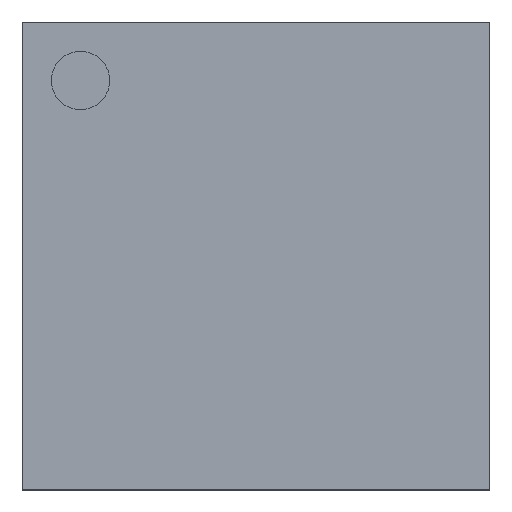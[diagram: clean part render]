
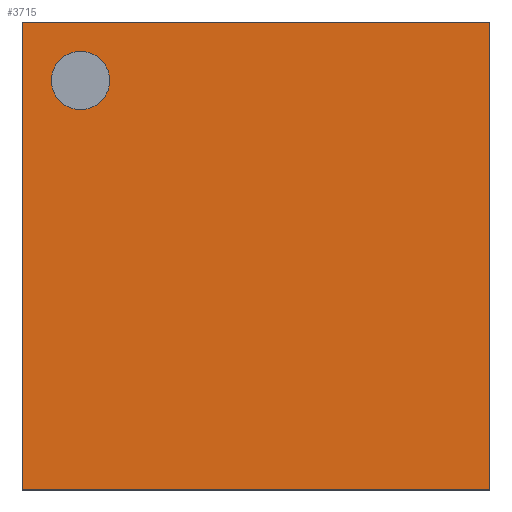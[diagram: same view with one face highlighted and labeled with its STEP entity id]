
A CAD part, top view. The second image highlights one B-rep face of the part: STEP entity #3715.
In plain terms, the highlighted planar face has unit normal (0, 0, 1).
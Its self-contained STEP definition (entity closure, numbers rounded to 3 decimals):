
#3526 = VERTEX_POINT('',#3527);
#3527 = CARTESIAN_POINT('',(-7.,-7.,1.32));
#3534 = PLANE('',#3535);
#3535 = AXIS2_PLACEMENT_3D('',#3536,#3537,#3538);
#3536 = CARTESIAN_POINT('',(-7.,-7.,0.4));
#3537 = DIRECTION('',(1.,0.,0.));
#3538 = DIRECTION('',(0.,0.,1.));
#3546 = PLANE('',#3547);
#3547 = AXIS2_PLACEMENT_3D('',#3548,#3549,#3550);
#3548 = CARTESIAN_POINT('',(-7.,-7.,0.4));
#3549 = DIRECTION('',(0.,1.,0.));
#3550 = DIRECTION('',(0.,0.,1.));
#3587 = VERTEX_POINT('',#3588);
#3588 = CARTESIAN_POINT('',(-7.,7.,1.32));
#3602 = PLANE('',#3603);
#3603 = AXIS2_PLACEMENT_3D('',#3604,#3605,#3606);
#3604 = CARTESIAN_POINT('',(-7.,7.,0.4));
#3605 = DIRECTION('',(0.,1.,0.));
#3606 = DIRECTION('',(0.,0.,1.));
#3614 = EDGE_CURVE('',#3526,#3587,#3615,.T.);
#3615 = SURFACE_CURVE('',#3616,(#3620,#3627),.PCURVE_S1.);
#3616 = LINE('',#3617,#3618);
#3617 = CARTESIAN_POINT('',(-7.,-7.,1.32));
#3618 = VECTOR('',#3619,1.);
#3619 = DIRECTION('',(0.,1.,0.));
#3620 = PCURVE('',#3534,#3621);
#3621 = DEFINITIONAL_REPRESENTATION('',(#3622),#3626);
#3622 = LINE('',#3623,#3624);
#3623 = CARTESIAN_POINT('',(0.92,0.));
#3624 = VECTOR('',#3625,1.);
#3625 = DIRECTION('',(0.,-1.));
#3626 = ( GEOMETRIC_REPRESENTATION_CONTEXT(2) 
PARAMETRIC_REPRESENTATION_CONTEXT() REPRESENTATION_CONTEXT('2D SPACE',''
  ) );
#3627 = PCURVE('',#3628,#3633);
#3628 = PLANE('',#3629);
#3629 = AXIS2_PLACEMENT_3D('',#3630,#3631,#3632);
#3630 = CARTESIAN_POINT('',(-7.,-7.,1.32));
#3631 = DIRECTION('',(0.,0.,1.));
#3632 = DIRECTION('',(1.,0.,0.));
#3633 = DEFINITIONAL_REPRESENTATION('',(#3634),#3638);
#3634 = LINE('',#3635,#3636);
#3635 = CARTESIAN_POINT('',(0.,0.));
#3636 = VECTOR('',#3637,1.);
#3637 = DIRECTION('',(0.,1.));
#3638 = ( GEOMETRIC_REPRESENTATION_CONTEXT(2) 
PARAMETRIC_REPRESENTATION_CONTEXT() REPRESENTATION_CONTEXT('2D SPACE',''
  ) );
#3667 = EDGE_CURVE('',#3526,#3668,#3670,.T.);
#3668 = VERTEX_POINT('',#3669);
#3669 = CARTESIAN_POINT('',(7.,-7.,1.32));
#3670 = SURFACE_CURVE('',#3671,(#3675,#3682),.PCURVE_S1.);
#3671 = LINE('',#3672,#3673);
#3672 = CARTESIAN_POINT('',(-7.,-7.,1.32));
#3673 = VECTOR('',#3674,1.);
#3674 = DIRECTION('',(1.,0.,0.));
#3675 = PCURVE('',#3546,#3676);
#3676 = DEFINITIONAL_REPRESENTATION('',(#3677),#3681);
#3677 = LINE('',#3678,#3679);
#3678 = CARTESIAN_POINT('',(0.92,0.));
#3679 = VECTOR('',#3680,1.);
#3680 = DIRECTION('',(0.,1.));
#3681 = ( GEOMETRIC_REPRESENTATION_CONTEXT(2) 
PARAMETRIC_REPRESENTATION_CONTEXT() REPRESENTATION_CONTEXT('2D SPACE',''
  ) );
#3682 = PCURVE('',#3628,#3683);
#3683 = DEFINITIONAL_REPRESENTATION('',(#3684),#3688);
#3684 = LINE('',#3685,#3686);
#3685 = CARTESIAN_POINT('',(0.,0.));
#3686 = VECTOR('',#3687,1.);
#3687 = DIRECTION('',(1.,0.));
#3688 = ( GEOMETRIC_REPRESENTATION_CONTEXT(2) 
PARAMETRIC_REPRESENTATION_CONTEXT() REPRESENTATION_CONTEXT('2D SPACE',''
  ) );
#3704 = PLANE('',#3705);
#3705 = AXIS2_PLACEMENT_3D('',#3706,#3707,#3708);
#3706 = CARTESIAN_POINT('',(7.,-7.,0.4));
#3707 = DIRECTION('',(1.,0.,0.));
#3708 = DIRECTION('',(0.,0.,1.));
#3715 = ADVANCED_FACE('',(#3716,#3764),#3628,.T.);
#3716 = FACE_BOUND('',#3717,.T.);
#3717 = EDGE_LOOP('',(#3718,#3719,#3720,#3743));
#3718 = ORIENTED_EDGE('',*,*,#3614,.F.);
#3719 = ORIENTED_EDGE('',*,*,#3667,.T.);
#3720 = ORIENTED_EDGE('',*,*,#3721,.T.);
#3721 = EDGE_CURVE('',#3668,#3722,#3724,.T.);
#3722 = VERTEX_POINT('',#3723);
#3723 = CARTESIAN_POINT('',(7.,7.,1.32));
#3724 = SURFACE_CURVE('',#3725,(#3729,#3736),.PCURVE_S1.);
#3725 = LINE('',#3726,#3727);
#3726 = CARTESIAN_POINT('',(7.,-7.,1.32));
#3727 = VECTOR('',#3728,1.);
#3728 = DIRECTION('',(0.,1.,0.));
#3729 = PCURVE('',#3628,#3730);
#3730 = DEFINITIONAL_REPRESENTATION('',(#3731),#3735);
#3731 = LINE('',#3732,#3733);
#3732 = CARTESIAN_POINT('',(14.,0.));
#3733 = VECTOR('',#3734,1.);
#3734 = DIRECTION('',(0.,1.));
#3735 = ( GEOMETRIC_REPRESENTATION_CONTEXT(2) 
PARAMETRIC_REPRESENTATION_CONTEXT() REPRESENTATION_CONTEXT('2D SPACE',''
  ) );
#3736 = PCURVE('',#3704,#3737);
#3737 = DEFINITIONAL_REPRESENTATION('',(#3738),#3742);
#3738 = LINE('',#3739,#3740);
#3739 = CARTESIAN_POINT('',(0.92,0.));
#3740 = VECTOR('',#3741,1.);
#3741 = DIRECTION('',(0.,-1.));
#3742 = ( GEOMETRIC_REPRESENTATION_CONTEXT(2) 
PARAMETRIC_REPRESENTATION_CONTEXT() REPRESENTATION_CONTEXT('2D SPACE',''
  ) );
#3743 = ORIENTED_EDGE('',*,*,#3744,.F.);
#3744 = EDGE_CURVE('',#3587,#3722,#3745,.T.);
#3745 = SURFACE_CURVE('',#3746,(#3750,#3757),.PCURVE_S1.);
#3746 = LINE('',#3747,#3748);
#3747 = CARTESIAN_POINT('',(-7.,7.,1.32));
#3748 = VECTOR('',#3749,1.);
#3749 = DIRECTION('',(1.,0.,0.));
#3750 = PCURVE('',#3628,#3751);
#3751 = DEFINITIONAL_REPRESENTATION('',(#3752),#3756);
#3752 = LINE('',#3753,#3754);
#3753 = CARTESIAN_POINT('',(0.,14.));
#3754 = VECTOR('',#3755,1.);
#3755 = DIRECTION('',(1.,0.));
#3756 = ( GEOMETRIC_REPRESENTATION_CONTEXT(2) 
PARAMETRIC_REPRESENTATION_CONTEXT() REPRESENTATION_CONTEXT('2D SPACE',''
  ) );
#3757 = PCURVE('',#3602,#3758);
#3758 = DEFINITIONAL_REPRESENTATION('',(#3759),#3763);
#3759 = LINE('',#3760,#3761);
#3760 = CARTESIAN_POINT('',(0.92,0.));
#3761 = VECTOR('',#3762,1.);
#3762 = DIRECTION('',(0.,1.));
#3763 = ( GEOMETRIC_REPRESENTATION_CONTEXT(2) 
PARAMETRIC_REPRESENTATION_CONTEXT() REPRESENTATION_CONTEXT('2D SPACE',''
  ) );
#3764 = FACE_BOUND('',#3765,.T.);
#3765 = EDGE_LOOP('',(#3766));
#3766 = ORIENTED_EDGE('',*,*,#3767,.F.);
#3767 = EDGE_CURVE('',#3768,#3768,#3770,.T.);
#3768 = VERTEX_POINT('',#3769);
#3769 = CARTESIAN_POINT('',(-4.375,5.25,1.32));
#3770 = SURFACE_CURVE('',#3771,(#3776,#3783),.PCURVE_S1.);
#3771 = CIRCLE('',#3772,0.875);
#3772 = AXIS2_PLACEMENT_3D('',#3773,#3774,#3775);
#3773 = CARTESIAN_POINT('',(-5.25,5.25,1.32));
#3774 = DIRECTION('',(0.,0.,1.));
#3775 = DIRECTION('',(1.,0.,0.));
#3776 = PCURVE('',#3628,#3777);
#3777 = DEFINITIONAL_REPRESENTATION('',(#3778),#3782);
#3778 = CIRCLE('',#3779,0.875);
#3779 = AXIS2_PLACEMENT_2D('',#3780,#3781);
#3780 = CARTESIAN_POINT('',(1.75,12.25));
#3781 = DIRECTION('',(1.,0.));
#3782 = ( GEOMETRIC_REPRESENTATION_CONTEXT(2) 
PARAMETRIC_REPRESENTATION_CONTEXT() REPRESENTATION_CONTEXT('2D SPACE',''
  ) );
#3783 = PCURVE('',#3784,#3789);
#3784 = CYLINDRICAL_SURFACE('',#3785,0.875);
#3785 = AXIS2_PLACEMENT_3D('',#3786,#3787,#3788);
#3786 = CARTESIAN_POINT('',(-5.25,5.25,1.188));
#3787 = DIRECTION('',(0.,0.,1.));
#3788 = DIRECTION('',(1.,0.,0.));
#3789 = DEFINITIONAL_REPRESENTATION('',(#3790),#3794);
#3790 = LINE('',#3791,#3792);
#3791 = CARTESIAN_POINT('',(0.,0.132));
#3792 = VECTOR('',#3793,1.);
#3793 = DIRECTION('',(1.,0.));
#3794 = ( GEOMETRIC_REPRESENTATION_CONTEXT(2) 
PARAMETRIC_REPRESENTATION_CONTEXT() REPRESENTATION_CONTEXT('2D SPACE',''
  ) );
